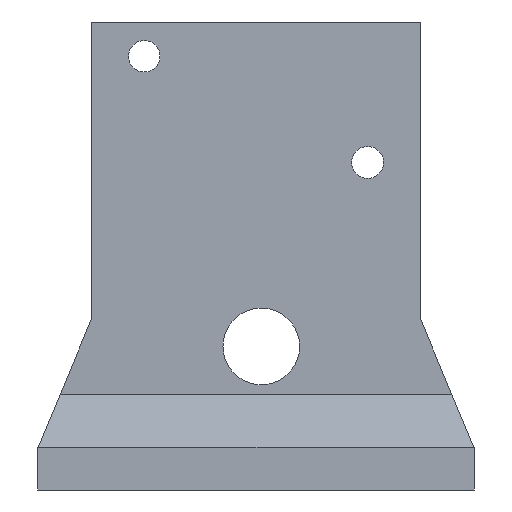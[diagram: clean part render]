
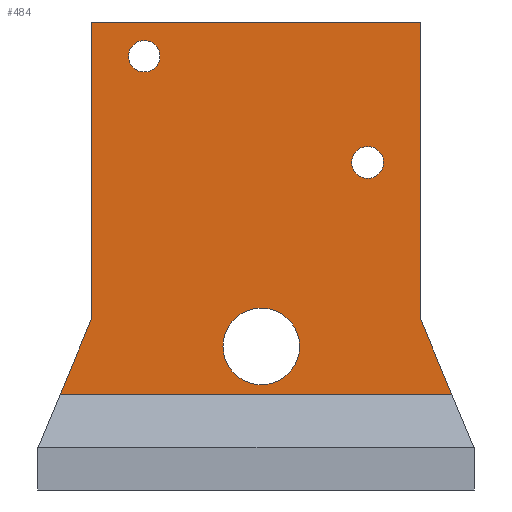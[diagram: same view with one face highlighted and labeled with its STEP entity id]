
A CAD part, left-side view. The second image highlights one B-rep face of the part: STEP entity #484.
In plain terms, the highlighted planar face has unit normal (-1, 0, 0).
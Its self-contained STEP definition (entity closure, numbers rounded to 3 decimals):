
#20=LINE('',#684,#66);
#23=LINE('',#690,#69);
#31=LINE('',#706,#77);
#34=LINE('',#712,#80);
#45=LINE('',#745,#91);
#57=LINE('',#780,#103);
#66=VECTOR('',#550,10.);
#69=VECTOR('',#555,10.);
#77=VECTOR('',#565,10.);
#80=VECTOR('',#570,10.);
#91=VECTOR('',#603,10.);
#103=VECTOR('',#641,10.);
#121=PLANE('',#525);
#136=FACE_BOUND('',#198,.T.);
#137=FACE_BOUND('',#199,.T.);
#138=FACE_BOUND('',#200,.T.);
#162=FACE_OUTER_BOUND('',#197,.T.);
#197=EDGE_LOOP('',(#417,#418,#419,#420,#421,#422));
#198=EDGE_LOOP('',(#423));
#199=EDGE_LOOP('',(#424));
#200=EDGE_LOOP('',(#425));
#215=CIRCLE('',#496,3.606);
#224=CIRCLE('',#519,1.482);
#226=CIRCLE('',#526,1.5);
#229=VERTEX_POINT('',#671);
#234=VERTEX_POINT('',#681);
#235=VERTEX_POINT('',#683);
#237=VERTEX_POINT('',#689);
#240=VERTEX_POINT('',#696);
#244=VERTEX_POINT('',#704);
#246=VERTEX_POINT('',#710);
#264=VERTEX_POINT('',#764);
#268=VERTEX_POINT('',#781);
#273=EDGE_CURVE('',#229,#229,#215,.T.);
#278=EDGE_CURVE('',#234,#235,#20,.T.);
#281=EDGE_CURVE('',#237,#235,#23,.T.);
#289=EDGE_CURVE('',#240,#244,#31,.F.);
#292=EDGE_CURVE('',#246,#244,#34,.T.);
#309=EDGE_CURVE('',#240,#234,#45,.F.);
#319=EDGE_CURVE('',#264,#264,#224,.T.);
#326=EDGE_CURVE('',#237,#246,#57,.T.);
#327=EDGE_CURVE('',#268,#268,#226,.F.);
#417=ORIENTED_EDGE('',*,*,#309,.F.);
#418=ORIENTED_EDGE('',*,*,#289,.T.);
#419=ORIENTED_EDGE('',*,*,#292,.F.);
#420=ORIENTED_EDGE('',*,*,#326,.F.);
#421=ORIENTED_EDGE('',*,*,#281,.T.);
#422=ORIENTED_EDGE('',*,*,#278,.F.);
#423=ORIENTED_EDGE('',*,*,#273,.T.);
#424=ORIENTED_EDGE('',*,*,#319,.T.);
#425=ORIENTED_EDGE('',*,*,#327,.T.);
#484=ADVANCED_FACE('',(#162,#136,#137,#138),#121,.T.);
#496=AXIS2_PLACEMENT_3D('',#672,#541,#542);
#519=AXIS2_PLACEMENT_3D('',#765,#622,#623);
#525=AXIS2_PLACEMENT_3D('',#779,#639,#640);
#526=AXIS2_PLACEMENT_3D('',#782,#642,#643);
#541=DIRECTION('center_axis',(1.,0.,0.));
#542=DIRECTION('ref_axis',(0.,1.,0.));
#550=DIRECTION('',(0.,-0.383,0.924));
#555=DIRECTION('',(0.,0.,-1.));
#565=DIRECTION('',(0.,-0.383,-0.924));
#570=DIRECTION('',(0.,0.,-1.));
#603=DIRECTION('',(0.,-1.,0.));
#622=DIRECTION('center_axis',(1.,0.,0.));
#623=DIRECTION('ref_axis',(0.,0.,-1.));
#639=DIRECTION('center_axis',(-1.,0.,0.));
#640=DIRECTION('ref_axis',(0.,0.,1.));
#641=DIRECTION('',(0.,-1.,0.));
#642=DIRECTION('center_axis',(-1.,0.,0.));
#643=DIRECTION('ref_axis',(0.,0.,-1.));
#671=CARTESIAN_POINT('',(-16.75,-19.606,17.));
#672=CARTESIAN_POINT('Origin',(-16.75,-16.,17.));
#681=CARTESIAN_POINT('',(-16.75,2.899,12.5));
#683=CARTESIAN_POINT('',(-16.75,0.,19.5));
#684=CARTESIAN_POINT('',(-16.75,2.538,13.372));
#689=CARTESIAN_POINT('',(-16.75,0.,47.5));
#690=CARTESIAN_POINT('',(-16.75,0.,33.2));
#696=CARTESIAN_POINT('',(-16.75,-33.899,12.5));
#704=CARTESIAN_POINT('',(-16.75,-31.,19.5));
#706=CARTESIAN_POINT('',(-16.75,-32.733,15.317));
#710=CARTESIAN_POINT('',(-16.75,-31.,47.5));
#712=CARTESIAN_POINT('',(-16.75,-31.,33.2));
#745=CARTESIAN_POINT('',(-16.75,-10.,12.5));
#764=CARTESIAN_POINT('',(-16.75,-4.989,45.764));
#765=CARTESIAN_POINT('Origin',(-16.75,-4.989,44.283));
#779=CARTESIAN_POINT('Origin',(-16.75,-10.,8.));
#780=CARTESIAN_POINT('',(-16.75,-10.,47.5));
#781=CARTESIAN_POINT('',(-16.75,-26.,35.8));
#782=CARTESIAN_POINT('Origin',(-16.75,-26.,34.3));
